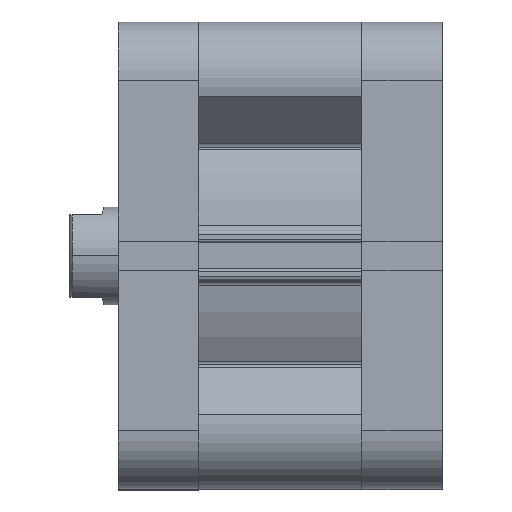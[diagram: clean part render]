
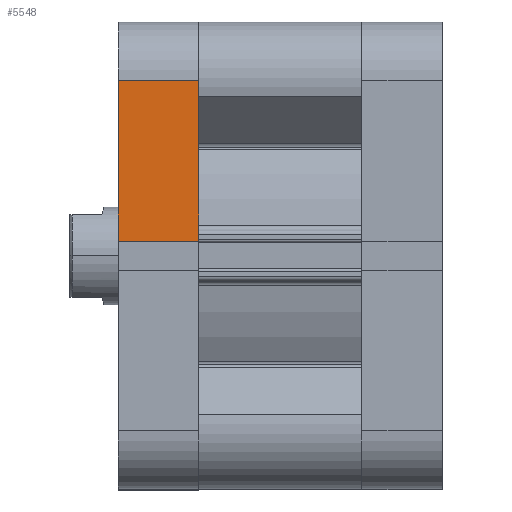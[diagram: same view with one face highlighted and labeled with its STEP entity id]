
A CAD part, top view. The second image highlights one B-rep face of the part: STEP entity #5548.
In plain terms, the highlighted face is planar.
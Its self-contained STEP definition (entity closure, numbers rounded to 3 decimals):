
#253 = EDGE_CURVE ( 'NONE', #9604, #9609, #2511, .T. ) ;
#457 = EDGE_CURVE ( 'NONE', #9608, #9604, #2836, .T. ) ;
#458 = EDGE_CURVE ( 'NONE', #9607, #9608, #2838, .T. ) ;
#462 = EDGE_CURVE ( 'NONE', #9609, #9607, #2844, .T. ) ;
#2198 = AXIS2_PLACEMENT_3D ( 'NONE', #9064, #9081, #9082 ) ;
#2511 = LINE ( 'NONE', #10165, #2518 ) ;
#2518 = VECTOR ( 'NONE', #10168, 1000. ) ;
#2830 = VECTOR ( 'NONE', #10620, 1000. ) ;
#2836 = LINE ( 'NONE', #10614, #2830 ) ;
#2838 = LINE ( 'NONE', #10621, #2839 ) ;
#2839 = VECTOR ( 'NONE', #10622, 1000. ) ;
#2844 = LINE ( 'NONE', #6137, #2845 ) ;
#2845 = VECTOR ( 'NONE', #6138, 1000. ) ;
#4376 = ORIENTED_EDGE ( 'NONE', *, *, #462, .T. ) ;
#4377 = ORIENTED_EDGE ( 'NONE', *, *, #253, .T. ) ;
#4378 = ORIENTED_EDGE ( 'NONE', *, *, #457, .T. ) ;
#4379 = ORIENTED_EDGE ( 'NONE', *, *, #458, .T. ) ;
#5548 = ADVANCED_FACE ( 'NONE', ( #7679 ), #9073, .F. ) ;
#5927 = EDGE_LOOP ( 'NONE', ( #4379, #4378, #4377, #4376 ) ) ;
#6137 = CARTESIAN_POINT ( 'NONE',  ( -66.882, 36., -48. ) ) ;
#6138 = DIRECTION ( 'NONE',  ( 1., 0., 0. ) ) ;
#7679 = FACE_OUTER_BOUND ( 'NONE', #5927, .T. ) ;
#9064 = CARTESIAN_POINT ( 'NONE',  ( -66.882, 0., -48. ) ) ;
#9073 = PLANE ( 'NONE',  #2198 ) ;
#9081 = DIRECTION ( 'NONE',  ( 0., 0., 1. ) ) ;
#9082 = DIRECTION ( 'NONE',  ( 1., 0., 0. ) ) ;
#9604 = VERTEX_POINT ( 'NONE', #11192 ) ;
#9607 = VERTEX_POINT ( 'NONE', #11195 ) ;
#9608 = VERTEX_POINT ( 'NONE', #11196 ) ;
#9609 = VERTEX_POINT ( 'NONE', #11197 ) ;
#10165 = CARTESIAN_POINT ( 'NONE',  ( 1., 0., -48. ) ) ;
#10168 = DIRECTION ( 'NONE',  ( 0., 1., 0. ) ) ;
#10614 = CARTESIAN_POINT ( 'NONE',  ( -66.882, 2.97, -48. ) ) ;
#10620 = DIRECTION ( 'NONE',  ( -1., 0., 0. ) ) ;
#10621 = CARTESIAN_POINT ( 'NONE',  ( 17.5, 0., -48. ) ) ;
#10622 = DIRECTION ( 'NONE',  ( 0., -1., 0. ) ) ;
#11192 = CARTESIAN_POINT ( 'NONE',  ( 1., 2.97, -48. ) ) ;
#11195 = CARTESIAN_POINT ( 'NONE',  ( 17.5, 36., -48. ) ) ;
#11196 = CARTESIAN_POINT ( 'NONE',  ( 17.5, 2.97, -48. ) ) ;
#11197 = CARTESIAN_POINT ( 'NONE',  ( 1., 36., -48. ) ) ;
